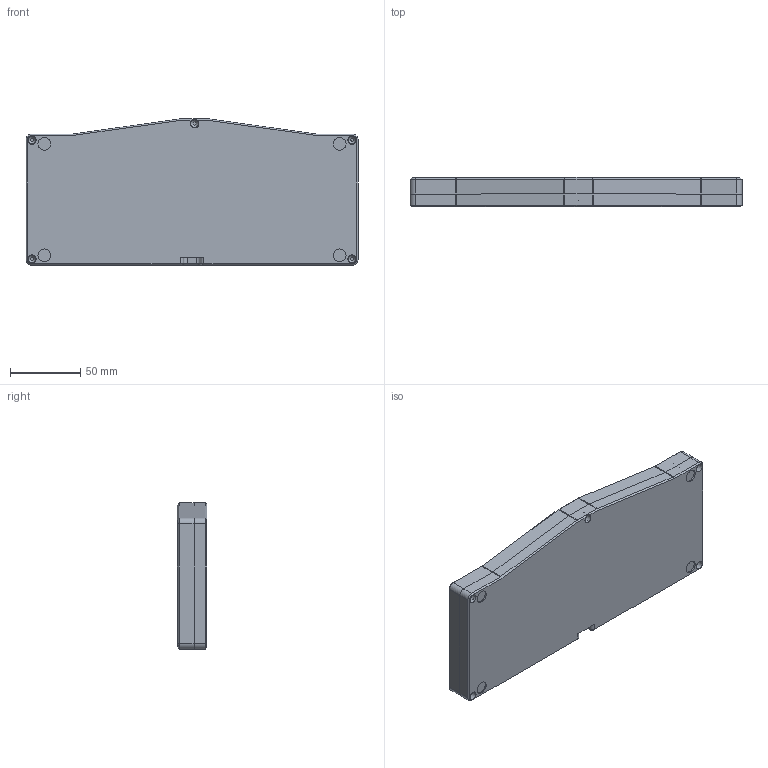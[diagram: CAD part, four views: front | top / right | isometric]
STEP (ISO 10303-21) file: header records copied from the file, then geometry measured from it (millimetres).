
FILE_DESCRIPTION(/* description */ (''),/* implementation_level */ '2;1');
FILE_NAME(/* name */ 'QALFlat.step',/* time_stamp */ '2023-01-02T13:34:03-05:00',/* author */ (''),/* organization */ (''),/* preprocessor_version */ 'ST-DEVELOPER v19.2',/* originating_system */ 'Autodesk Translation Framework v11.17.0.187',/* authorisation */ '');
FILE_SCHEMA (('AUTOMOTIVE_DESIGN { 1 0 10303 214 3 1 1 }'));
Products named in the file (2): QAL vLT; Plate
Assembly tree (1 placements, depth 2):
  QAL vLT
    Plate
Bounding box: 236.27 x 21 x 104.02 mm (x, y, z)
Volume: 191642.8 mm3; surface area: 124218.9 mm2
Topology: 3 solids, 3 shells, 1327 faces, 3751 edges, 2428 vertices
Faces by surface type: plane 720, cylinder 529, cone 68, bspline 10
Full cylindrical faces by diameter (mm): 2.529 x64, 3 x4, 3.086 x25, 6 x5, 9 x4
Entity records: 55817 total; most frequent: CARTESIAN_POINT 21703, ORIENTED_EDGE 7470, DIRECTION 6570, EDGE_CURVE 3735, LINE 2580, VECTOR 2580, VERTEX_POINT 2428, AXIS2_PLACEMENT_3D 1995
